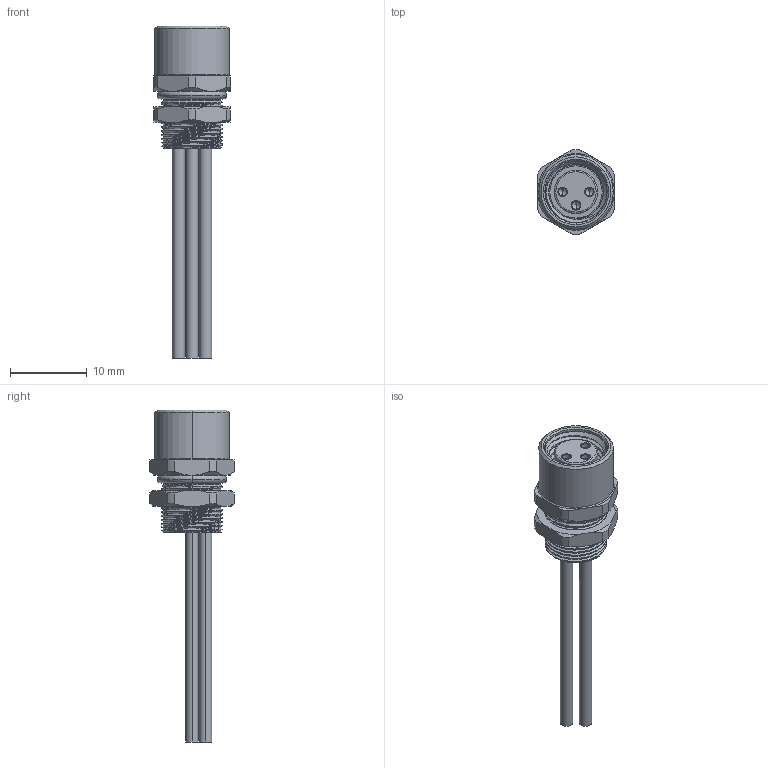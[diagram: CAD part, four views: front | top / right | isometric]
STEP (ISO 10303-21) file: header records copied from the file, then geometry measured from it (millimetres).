
FILE_DESCRIPTION((''),'2;1');
FILE_NAME('3P-K13','2025-09-09T',('gongcheng16'),(''),'PRO/ENGINEER BY PARAMETRIC TECHNOLOGY CORPORATION, 2010280','PRO/ENGINEER BY PARAMETRIC TECHNOLOGY CORPORATION, 2010280','');
FILE_SCHEMA(('CONFIG_CONTROL_DESIGN'));
Length unit declared in the file: millimetre
Products named in the file (1): 3P-K13
Bounding box: 10 x 10.99 x 43.2 mm (x, y, z)
Volume: 253.8 mm3; surface area: 2713.8 mm2
Topology: 1 solids, 11 shells, 422 faces, 1011 edges, 630 vertices
Faces by surface type: cylinder 163, plane 131, cone 86, bspline 24, torus 18
Entity records: 18903 total; most frequent: CARTESIAN_POINT 9222, DIRECTION 2000, ORIENTED_EDGE 1998, EDGE_CURVE 999, AXIS2_PLACEMENT_3D 792, VERTEX_POINT 630, EDGE_LOOP 471, FACE_OUTER_BOUND 422
